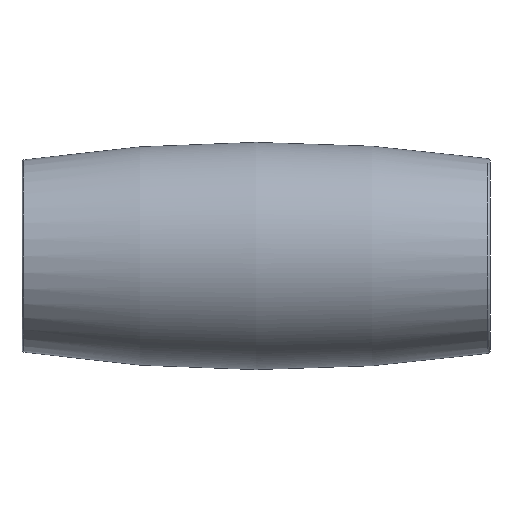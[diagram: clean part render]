
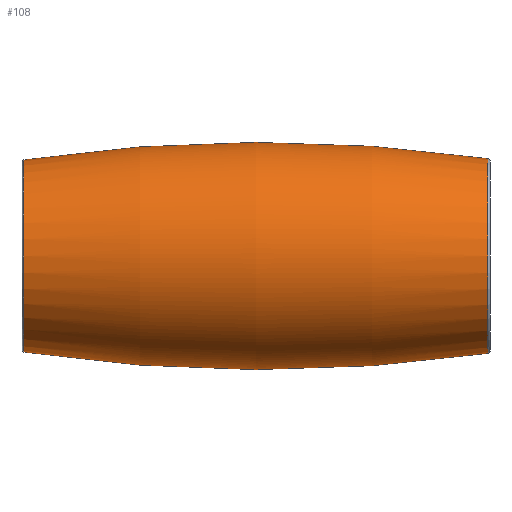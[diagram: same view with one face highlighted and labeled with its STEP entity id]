
A CAD part, front view. The second image highlights one B-rep face of the part: STEP entity #108.
In plain terms, the highlighted toroidal (fillet/blend) face has major radius 162.293 mm and minor radius 174.625 mm.
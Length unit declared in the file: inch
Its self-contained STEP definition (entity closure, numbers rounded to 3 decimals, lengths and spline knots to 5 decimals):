
#19 = AXIS2_PLACEMENT_3D ( 'NONE', #311, #147, #314 ) ;
#27 = AXIS2_PLACEMENT_3D ( 'NONE', #309, #77, #278 ) ;
#33 = CARTESIAN_POINT ( 'NONE',  ( -0.99147, 3.515, 0.41102 ) ) ;
#41 = EDGE_CURVE ( 'NONE', #198, #425, #59, .T. ) ;
#59 = CIRCLE ( 'NONE', #19, 0.41623 ) ;
#77 = DIRECTION ( 'NONE',  ( 0., 1., 0. ) ) ;
#80 = DIRECTION ( 'NONE',  ( 0., 0., -1. ) ) ;
#93 = EDGE_CURVE ( 'NONE', #198, #154, #289, .T. ) ;
#108 = ADVANCED_FACE ( 'NONE', ( #350 ), #233, .T. ) ;
#110 = CARTESIAN_POINT ( 'NONE',  ( 0.01786, 3.515, -6.38949 ) ) ;
#114 = CARTESIAN_POINT ( 'NONE',  ( 0.01786, 3.515, 0. ) ) ;
#130 = EDGE_LOOP ( 'NONE', ( #138, #234, #407, #435 ) ) ;
#135 = CIRCLE ( 'NONE', #172, 6.875 ) ;
#138 = ORIENTED_EDGE ( 'NONE', *, *, #93, .F. ) ;
#142 = EDGE_CURVE ( 'NONE', #425, #397, #135, .T. ) ;
#143 = DIRECTION ( 'NONE',  ( 0., -1., 0. ) ) ;
#145 = AXIS2_PLACEMENT_3D ( 'NONE', #114, #385, #184 ) ;
#147 = DIRECTION ( 'NONE',  ( -1., 0., 0. ) ) ;
#154 = VERTEX_POINT ( 'NONE', #328 ) ;
#172 = AXIS2_PLACEMENT_3D ( 'NONE', #110, #143, #243 ) ;
#182 = CARTESIAN_POINT ( 'NONE',  ( 0.99142, 3.515, 0.41623 ) ) ;
#184 = DIRECTION ( 'NONE',  ( 0., 0., 1. ) ) ;
#188 = CARTESIAN_POINT ( 'NONE',  ( 0.99142, 3.515, -0.41623 ) ) ;
#193 = CIRCLE ( 'NONE', #404, 0.41102 ) ;
#198 = VERTEX_POINT ( 'NONE', #188 ) ;
#232 = EDGE_CURVE ( 'NONE', #397, #154, #193, .T. ) ;
#233 = TOROIDAL_SURFACE ( 'NONE', #145, -6.38949, 6.875 ) ;
#234 = ORIENTED_EDGE ( 'NONE', *, *, #41, .T. ) ;
#243 = DIRECTION ( 'NONE',  ( 0., 0., -1. ) ) ;
#254 = DIRECTION ( 'NONE',  ( 1., 0., 0. ) ) ;
#278 = DIRECTION ( 'NONE',  ( 0., 0., 1. ) ) ;
#289 = CIRCLE ( 'NONE', #27, 6.875 ) ;
#309 = CARTESIAN_POINT ( 'NONE',  ( 0.01786, 3.515, 6.38949 ) ) ;
#311 = CARTESIAN_POINT ( 'NONE',  ( 0.99142, 3.515, 0. ) ) ;
#314 = DIRECTION ( 'NONE',  ( 0., 0., 1. ) ) ;
#328 = CARTESIAN_POINT ( 'NONE',  ( -0.99147, 3.515, -0.41102 ) ) ;
#350 = FACE_OUTER_BOUND ( 'NONE', #130, .T. ) ;
#385 = DIRECTION ( 'NONE',  ( -1., 0., 0. ) ) ;
#395 = CARTESIAN_POINT ( 'NONE',  ( -0.99147, 3.515, 0. ) ) ;
#397 = VERTEX_POINT ( 'NONE', #33 ) ;
#404 = AXIS2_PLACEMENT_3D ( 'NONE', #395, #254, #80 ) ;
#407 = ORIENTED_EDGE ( 'NONE', *, *, #142, .T. ) ;
#425 = VERTEX_POINT ( 'NONE', #182 ) ;
#435 = ORIENTED_EDGE ( 'NONE', *, *, #232, .T. ) ;
